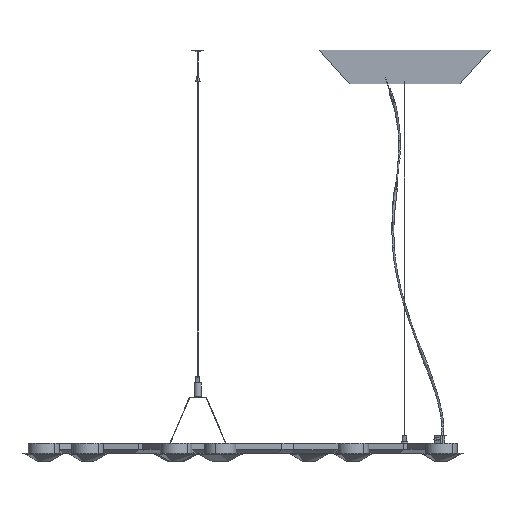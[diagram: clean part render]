
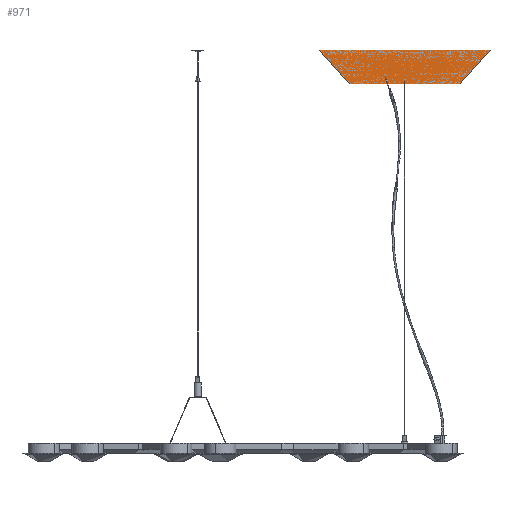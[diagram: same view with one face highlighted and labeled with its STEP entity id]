
A CAD part, left-side view. The second image highlights one B-rep face of the part: STEP entity #971.
In plain terms, the highlighted free-form (B-spline) face has degree [2, 1] with [5, 2] control points.
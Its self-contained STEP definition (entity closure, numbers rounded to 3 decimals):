
#971=ADVANCED_FACE('',(#1430),#7294,.T.);
#1430=FACE_OUTER_BOUND('',#1889,.T.);
#1889=EDGE_LOOP('',(#2356,#2357,#2358,#2359));
#2356=ORIENTED_EDGE('',*,*,#4819,.F.);
#2357=ORIENTED_EDGE('',*,*,#4822,.F.);
#2358=ORIENTED_EDGE('',*,*,#4817,.F.);
#2359=ORIENTED_EDGE('',*,*,#4821,.F.);
#4817=EDGE_CURVE('',#6243,#6244,#7599,.T.);
#4819=EDGE_CURVE('',#6245,#6246,#7601,.T.);
#4821=EDGE_CURVE('',#6246,#6243,#7603,.T.);
#4822=EDGE_CURVE('',#6244,#6245,#7604,.T.);
#6243=VERTEX_POINT('',#8696);
#6244=VERTEX_POINT('',#8697);
#6245=VERTEX_POINT('',#8698);
#6246=VERTEX_POINT('',#8699);
#7294=(
BOUNDED_SURFACE()
B_SPLINE_SURFACE(2,1,((#8676,#8677),(#8678,#8679),(#8680,#8681),(#8682,#8683),
(#8684,#8685)),.UNSPECIFIED.,.F.,.F.,.F.)
B_SPLINE_SURFACE_WITH_KNOTS((3,2,3),(2,2),(0.,213.751,427.501),
(113.844,174.948),.UNSPECIFIED.)
GEOMETRIC_REPRESENTATION_ITEM()
RATIONAL_B_SPLINE_SURFACE(((1.,1.),(0.707,0.707),
(1.,1.),(0.707,0.707),(1.,1.)))
REPRESENTATION_ITEM('')
SURFACE()
);
#7599=(
BOUNDED_CURVE()
B_SPLINE_CURVE(2,(#8632,#8633,#8634,#8635,#8636),.UNSPECIFIED.,.F.,.F.)
B_SPLINE_CURVE_WITH_KNOTS((3,2,3),(0.,247.414,494.828),
.UNSPECIFIED.)
CURVE()
GEOMETRIC_REPRESENTATION_ITEM()
RATIONAL_B_SPLINE_CURVE((1.,0.707,1.,0.707,1.))
REPRESENTATION_ITEM('')
);
#7601=(
BOUNDED_CURVE()
B_SPLINE_CURVE(2,(#8642,#8643,#8644,#8645,#8646),.UNSPECIFIED.,.F.,.F.)
B_SPLINE_CURVE_WITH_KNOTS((3,2,3),(0.,161.,322.),
.UNSPECIFIED.)
CURVE()
GEOMETRIC_REPRESENTATION_ITEM()
RATIONAL_B_SPLINE_CURVE((1.,0.707,1.,0.707,1.))
REPRESENTATION_ITEM('')
);
#7603=(
BOUNDED_CURVE()
B_SPLINE_CURVE(1,(#8652,#8653),.UNSPECIFIED.,.F.,.F.)
B_SPLINE_CURVE_WITH_KNOTS((2,2),(113.844,174.948),.UNSPECIFIED.)
CURVE()
GEOMETRIC_REPRESENTATION_ITEM()
RATIONAL_B_SPLINE_CURVE((1.,1.))
REPRESENTATION_ITEM('')
);
#7604=(
BOUNDED_CURVE()
B_SPLINE_CURVE(1,(#8654,#8655),.UNSPECIFIED.,.F.,.F.)
B_SPLINE_CURVE_WITH_KNOTS((2,2),(-174.948,-113.844),.UNSPECIFIED.)
CURVE()
GEOMETRIC_REPRESENTATION_ITEM()
RATIONAL_B_SPLINE_CURVE((1.,1.))
REPRESENTATION_ITEM('')
);
#8632=CARTESIAN_POINT('',(1.196,111.18,0.));
#8633=CARTESIAN_POINT('',(-109.026,112.376,0.));
#8634=CARTESIAN_POINT('',(-110.222,2.154,0.));
#8635=CARTESIAN_POINT('',(-111.418,-108.067,0.));
#8636=CARTESIAN_POINT('',(-1.196,-109.263,0.));
#8642=CARTESIAN_POINT('',(-0.779,-70.766,-43.207));
#8643=CARTESIAN_POINT('',(-72.503,-69.988,-43.207));
#8644=CARTESIAN_POINT('',(-71.725,1.737,-43.207));
#8645=CARTESIAN_POINT('',(-70.946,73.461,-43.207));
#8646=CARTESIAN_POINT('',(0.778,72.683,-43.207));
#8652=CARTESIAN_POINT('',(0.778,72.683,-43.207));
#8653=CARTESIAN_POINT('',(1.196,111.18,0.));
#8654=CARTESIAN_POINT('',(-1.196,-109.263,0.));
#8655=CARTESIAN_POINT('',(-0.779,-70.766,-43.207));
#8676=CARTESIAN_POINT('',(0.778,72.683,-43.207));
#8677=CARTESIAN_POINT('',(1.196,111.18,0.));
#8678=CARTESIAN_POINT('',(-70.946,73.461,-43.207));
#8679=CARTESIAN_POINT('',(-109.026,112.376,0.));
#8680=CARTESIAN_POINT('',(-71.725,1.737,-43.207));
#8681=CARTESIAN_POINT('',(-110.222,2.154,0.));
#8682=CARTESIAN_POINT('',(-72.503,-69.988,-43.207));
#8683=CARTESIAN_POINT('',(-111.418,-108.067,0.));
#8684=CARTESIAN_POINT('',(-0.779,-70.766,-43.207));
#8685=CARTESIAN_POINT('',(-1.196,-109.263,0.));
#8696=CARTESIAN_POINT('',(1.196,111.18,0.));
#8697=CARTESIAN_POINT('',(-1.196,-109.263,0.));
#8698=CARTESIAN_POINT('',(-0.779,-70.766,-43.207));
#8699=CARTESIAN_POINT('',(0.778,72.683,-43.207));
